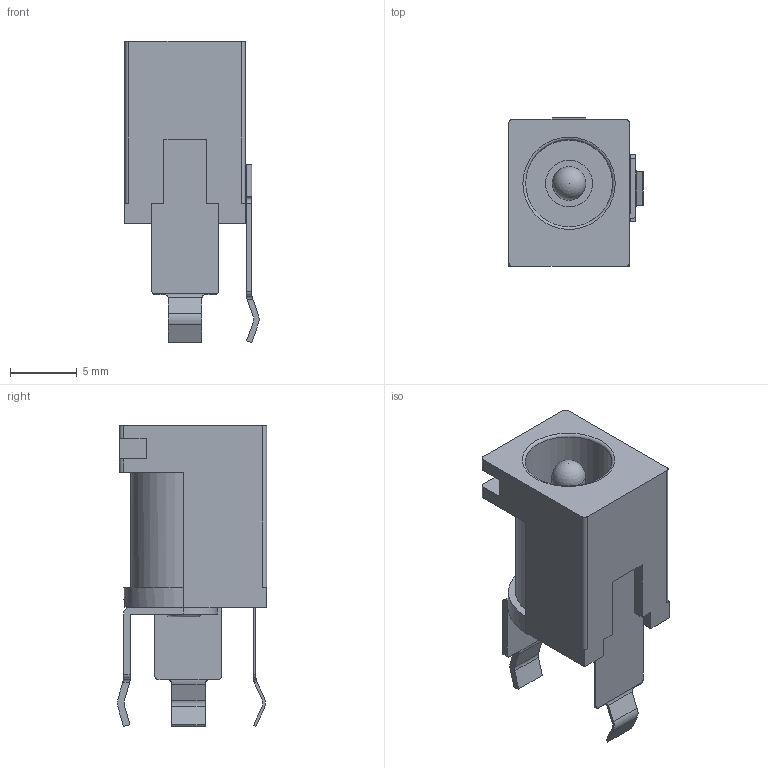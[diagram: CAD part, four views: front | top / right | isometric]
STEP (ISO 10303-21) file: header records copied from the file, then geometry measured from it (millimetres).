
FILE_DESCRIPTION(/* description */ (''),/* implementation_level */ '2;1');
FILE_NAME(/* name */ 'CUI PJ-028BH.step',/* time_stamp */ '2022-03-18T14:06:41+00:00',/* author */ (''),/* organization */ (''),/* preprocessor_version */ 'ST-DEVELOPER v18.1',/* originating_system */ 'Autodesk Translation Framework v10.13.0.1454',/* authorisation */ '');
FILE_SCHEMA (('AUTOMOTIVE_DESIGN { 1 0 10303 214 3 1 1 }'));
Length unit declared in the file: millimetre
Products named in the file (1): CUI PJ-028BH
Bounding box: 10.04 x 11.16 x 22.5 mm (x, y, z)
Volume: 863.5 mm3; surface area: 1415.8 mm2
Topology: 1 solids, 1 shells, 151 faces, 409 edges, 266 vertices
Faces by surface type: plane 104, cylinder 43, torus 3, sphere 1
Full cylindrical faces by diameter (mm): 2.5 x1, 3.5 x1, 6.5 x1
Entity records: 4897 total; most frequent: CARTESIAN_POINT 954, ORIENTED_EDGE 816, DIRECTION 791, EDGE_CURVE 408, LINE 297, VECTOR 297, VERTEX_POINT 266, AXIS2_PLACEMENT_3D 247
